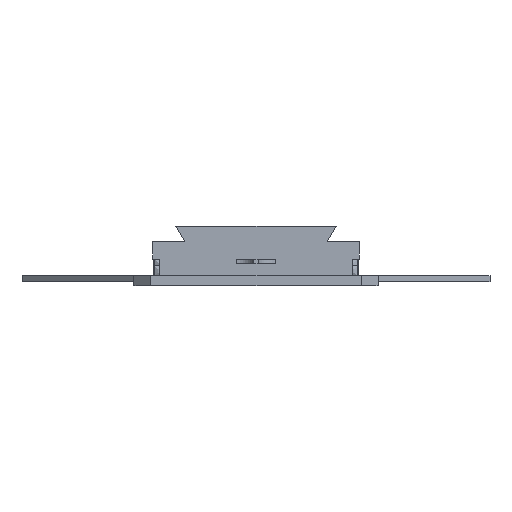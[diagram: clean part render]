
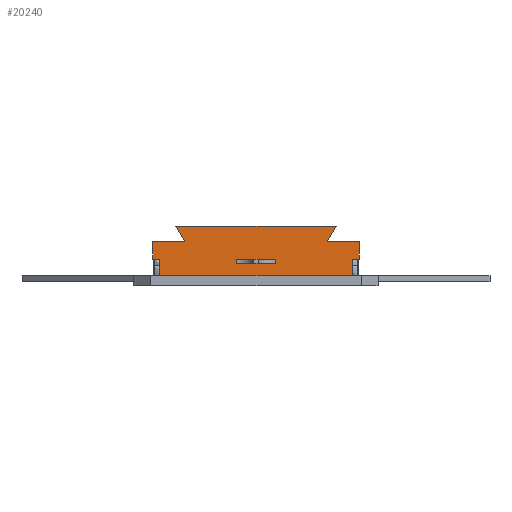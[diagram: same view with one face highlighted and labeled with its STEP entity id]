
A CAD part, left-side view. The second image highlights one B-rep face of the part: STEP entity #20240.
In plain terms, the highlighted planar face has unit normal (-1, 0, 0).
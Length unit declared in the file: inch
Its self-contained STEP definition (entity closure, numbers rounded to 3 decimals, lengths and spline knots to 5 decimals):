
#1646=FACE_BOUND('',#4460,.T.);
#2965=FACE_OUTER_BOUND('',#4459,.T.);
#4459=EDGE_LOOP('',(#13731,#13732,#13733,#13734,#13735,#13736,#13737,#13738,
#13739,#13740,#13741,#13742,#13743,#13744,#13745,#13746,#13747,#13748));
#4460=EDGE_LOOP('',(#13749,#13750,#13751,#13752));
#5968=LINE('',#31000,#7413);
#5970=LINE('',#31007,#7415);
#5973=LINE('',#31014,#7418);
#5977=LINE('',#31022,#7422);
#5980=LINE('',#31028,#7425);
#5983=LINE('',#31034,#7428);
#5986=LINE('',#31040,#7431);
#5989=LINE('',#31046,#7434);
#5992=LINE('',#31051,#7437);
#5996=LINE('',#31058,#7441);
#5998=LINE('',#31065,#7443);
#6000=LINE('',#31069,#7445);
#6001=LINE('',#31071,#7446);
#6002=LINE('',#31073,#7447);
#6003=LINE('',#31075,#7448);
#6004=LINE('',#31077,#7449);
#6005=LINE('',#31079,#7450);
#6006=LINE('',#31080,#7451);
#6007=LINE('',#31082,#7452);
#6008=LINE('',#31083,#7453);
#7413=VECTOR('',#24425,0.3937);
#7415=VECTOR('',#24431,0.3937);
#7418=VECTOR('',#24436,0.3937);
#7422=VECTOR('',#24442,0.3937);
#7425=VECTOR('',#24447,0.3937);
#7428=VECTOR('',#24452,0.3937);
#7431=VECTOR('',#24457,0.3937);
#7434=VECTOR('',#24462,0.3937);
#7437=VECTOR('',#24467,0.3937);
#7441=VECTOR('',#24473,0.3937);
#7443=VECTOR('',#24481,0.3937);
#7445=VECTOR('',#24485,0.03937);
#7446=VECTOR('',#24486,0.03937);
#7447=VECTOR('',#24487,0.03937);
#7448=VECTOR('',#24488,0.03937);
#7449=VECTOR('',#24489,0.03937);
#7450=VECTOR('',#24490,0.03937);
#7451=VECTOR('',#24491,0.03937);
#7452=VECTOR('',#24492,0.3937);
#7453=VECTOR('',#24493,0.3937);
#8851=VERTEX_POINT('',#30997);
#8852=VERTEX_POINT('',#30999);
#8853=VERTEX_POINT('',#31003);
#8855=VERTEX_POINT('',#31006);
#8857=VERTEX_POINT('',#31012);
#8858=VERTEX_POINT('',#31013);
#8861=VERTEX_POINT('',#31021);
#8863=VERTEX_POINT('',#31027);
#8865=VERTEX_POINT('',#31033);
#8867=VERTEX_POINT('',#31039);
#8869=VERTEX_POINT('',#31045);
#8871=VERTEX_POINT('',#31054);
#8874=VERTEX_POINT('',#31063);
#8875=VERTEX_POINT('',#31068);
#8876=VERTEX_POINT('',#31070);
#8877=VERTEX_POINT('',#31072);
#8878=VERTEX_POINT('',#31074);
#8879=VERTEX_POINT('',#31076);
#8880=VERTEX_POINT('',#31078);
#8881=VERTEX_POINT('',#31081);
#10583=EDGE_CURVE('',#8851,#8852,#5968,.T.);
#10586=EDGE_CURVE('',#8853,#8855,#5970,.T.);
#10589=EDGE_CURVE('',#8857,#8858,#5973,.T.);
#10593=EDGE_CURVE('',#8861,#8857,#5977,.T.);
#10596=EDGE_CURVE('',#8863,#8861,#5980,.T.);
#10599=EDGE_CURVE('',#8865,#8863,#5983,.T.);
#10602=EDGE_CURVE('',#8867,#8865,#5986,.T.);
#10605=EDGE_CURVE('',#8869,#8867,#5989,.T.);
#10608=EDGE_CURVE('',#8855,#8869,#5992,.T.);
#10612=EDGE_CURVE('',#8858,#8871,#5996,.T.);
#10615=EDGE_CURVE('',#8874,#8851,#5998,.T.);
#10617=EDGE_CURVE('',#8875,#8853,#6000,.T.);
#10618=EDGE_CURVE('',#8875,#8876,#6001,.T.);
#10619=EDGE_CURVE('',#8877,#8875,#6002,.T.);
#10620=EDGE_CURVE('',#8878,#8877,#6003,.T.);
#10621=EDGE_CURVE('',#8878,#8879,#6004,.T.);
#10622=EDGE_CURVE('',#8879,#8880,#6005,.T.);
#10623=EDGE_CURVE('',#8879,#8871,#6006,.T.);
#10624=EDGE_CURVE('',#8874,#8881,#6007,.T.);
#10625=EDGE_CURVE('',#8852,#8881,#6008,.T.);
#13731=ORIENTED_EDGE('',*,*,#10612,.F.);
#13732=ORIENTED_EDGE('',*,*,#10589,.F.);
#13733=ORIENTED_EDGE('',*,*,#10593,.F.);
#13734=ORIENTED_EDGE('',*,*,#10596,.F.);
#13735=ORIENTED_EDGE('',*,*,#10599,.F.);
#13736=ORIENTED_EDGE('',*,*,#10602,.F.);
#13737=ORIENTED_EDGE('',*,*,#10605,.F.);
#13738=ORIENTED_EDGE('',*,*,#10608,.F.);
#13739=ORIENTED_EDGE('',*,*,#10586,.F.);
#13740=ORIENTED_EDGE('',*,*,#10617,.F.);
#13741=ORIENTED_EDGE('',*,*,#10618,.T.);
#13742=ORIENTED_EDGE('',*,*,#10618,.F.);
#13743=ORIENTED_EDGE('',*,*,#10619,.F.);
#13744=ORIENTED_EDGE('',*,*,#10620,.F.);
#13745=ORIENTED_EDGE('',*,*,#10621,.T.);
#13746=ORIENTED_EDGE('',*,*,#10622,.T.);
#13747=ORIENTED_EDGE('',*,*,#10622,.F.);
#13748=ORIENTED_EDGE('',*,*,#10623,.T.);
#13749=ORIENTED_EDGE('',*,*,#10615,.F.);
#13750=ORIENTED_EDGE('',*,*,#10624,.T.);
#13751=ORIENTED_EDGE('',*,*,#10625,.F.);
#13752=ORIENTED_EDGE('',*,*,#10583,.F.);
#19756=PLANE('',#21822);
#20240=ADVANCED_FACE('',(#2965,#1646),#19756,.T.);
#21822=AXIS2_PLACEMENT_3D('',#31067,#24483,#24484);
#24425=DIRECTION('',(0.,1.,0.));
#24431=DIRECTION('',(0.,1.,0.));
#24436=DIRECTION('',(0.,0.,-1.));
#24442=DIRECTION('',(0.,-1.,0.));
#24447=DIRECTION('',(0.,0.5,-0.866));
#24452=DIRECTION('',(0.,-1.,0.));
#24457=DIRECTION('',(0.,0.5,0.866));
#24462=DIRECTION('',(0.,-1.,0.));
#24467=DIRECTION('',(0.,0.,1.));
#24473=DIRECTION('',(0.,1.,0.));
#24481=DIRECTION('',(0.,0.,1.));
#24483=DIRECTION('center_axis',(-1.,0.,0.));
#24484=DIRECTION('ref_axis',(0.,1.,0.));
#24485=DIRECTION('',(0.,0.,1.));
#24486=DIRECTION('',(0.,-1.,0.));
#24487=DIRECTION('',(0.,0.,1.));
#24488=DIRECTION('',(0.,1.,0.));
#24489=DIRECTION('',(0.,0.,1.));
#24490=DIRECTION('',(0.,1.,0.));
#24491=DIRECTION('',(0.,0.,1.));
#24492=DIRECTION('',(0.,1.,0.));
#24493=DIRECTION('',(0.,0.,-1.));
#30997=CARTESIAN_POINT('',(-0.40047,-0.02214,0.01969));
#30999=CARTESIAN_POINT('',(-0.40047,0.02215,0.01969));
#31000=CARTESIAN_POINT('',(-0.40047,-0.0561,0.01969));
#31003=CARTESIAN_POINT('',(-0.40047,0.11221,0.01969));
#31006=CARTESIAN_POINT('',(-0.40047,0.12,0.01969));
#31007=CARTESIAN_POINT('',(-0.40047,-0.12,0.01969));
#31012=CARTESIAN_POINT('',(-0.40047,-0.12,0.03969));
#31013=CARTESIAN_POINT('',(-0.40047,-0.12,0.01969));
#31014=CARTESIAN_POINT('',(-0.40047,-0.12,0.03969));
#31021=CARTESIAN_POINT('',(-0.40047,-0.0825,0.03969));
#31022=CARTESIAN_POINT('',(-0.40047,-0.0825,0.03969));
#31027=CARTESIAN_POINT('',(-0.40047,-0.09289,0.05769));
#31028=CARTESIAN_POINT('',(-0.40047,-0.09289,0.05769));
#31033=CARTESIAN_POINT('',(-0.40047,0.09289,0.05769));
#31034=CARTESIAN_POINT('',(-0.40047,0.09289,0.05769));
#31039=CARTESIAN_POINT('',(-0.40047,0.0825,0.03969));
#31040=CARTESIAN_POINT('',(-0.40047,0.0825,0.03969));
#31045=CARTESIAN_POINT('',(-0.40047,0.12,0.03969));
#31046=CARTESIAN_POINT('',(-0.40047,0.12,0.03969));
#31051=CARTESIAN_POINT('',(-0.40047,0.12,0.01969));
#31054=CARTESIAN_POINT('',(-0.40047,-0.1122,0.01969));
#31058=CARTESIAN_POINT('',(-0.40047,-0.12,0.01969));
#31063=CARTESIAN_POINT('',(-0.40047,-0.02214,0.01496));
#31065=CARTESIAN_POINT('',(-0.40047,-0.02214,0.01929));
#31067=CARTESIAN_POINT('Origin',(-0.40047,-0.1122,0.0189));
#31068=CARTESIAN_POINT('',(-0.40047,0.11221,0.0189));
#31069=CARTESIAN_POINT('',(-0.40047,0.11221,0.0189));
#31070=CARTESIAN_POINT('',(-0.40047,0.03248,0.0189));
#31071=CARTESIAN_POINT('',(-0.40047,0.11221,0.0189));
#31072=CARTESIAN_POINT('',(-0.40047,0.11221,0.));
#31073=CARTESIAN_POINT('',(-0.40047,0.11221,0.));
#31074=CARTESIAN_POINT('',(-0.40047,-0.1122,0.));
#31075=CARTESIAN_POINT('',(-0.40047,-0.1122,0.));
#31076=CARTESIAN_POINT('',(-0.40047,-0.1122,0.0189));
#31077=CARTESIAN_POINT('',(-0.40047,-0.1122,0.));
#31078=CARTESIAN_POINT('',(-0.40047,-0.03248,0.0189));
#31079=CARTESIAN_POINT('',(-0.40047,-0.1122,0.0189));
#31080=CARTESIAN_POINT('',(-0.40047,-0.1122,0.0189));
#31081=CARTESIAN_POINT('',(-0.40047,0.02215,0.01496));
#31082=CARTESIAN_POINT('',(-0.40047,-0.0561,0.01496));
#31083=CARTESIAN_POINT('',(-0.40047,0.02215,0.01929));
